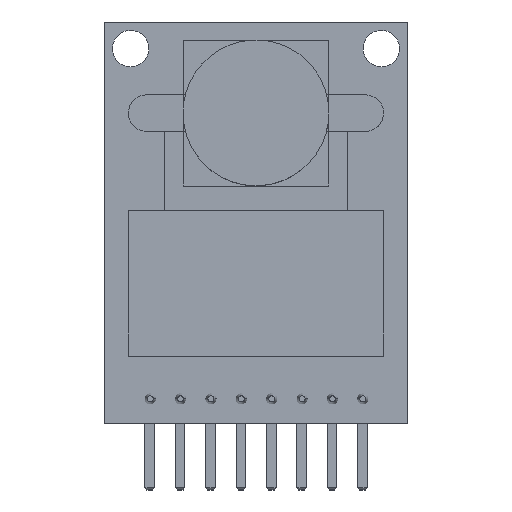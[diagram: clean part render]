
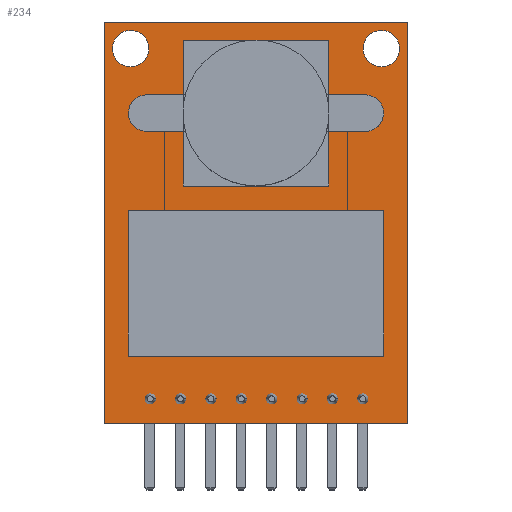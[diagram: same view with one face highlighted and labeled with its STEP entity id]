
A CAD part, top view. The second image highlights one B-rep face of the part: STEP entity #234.
In plain terms, the highlighted planar face has unit normal (0, 0, 1).
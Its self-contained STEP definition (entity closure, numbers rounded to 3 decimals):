
#45=FACE_BOUND('',#637,.T.);
#46=FACE_BOUND('',#638,.T.);
#67=(
BOUNDED_CURVE()
B_SPLINE_CURVE(2,(#3550,#3551,#3552,#3553,#3554),.UNSPECIFIED.,.F.,.F.)
B_SPLINE_CURVE_WITH_KNOTS((3,2,3),(-9.425,-7.069,
-4.712),.UNSPECIFIED.)
CURVE()
GEOMETRIC_REPRESENTATION_ITEM()
RATIONAL_B_SPLINE_CURVE((1.,0.707,1.,0.707,1.))
REPRESENTATION_ITEM('')
);
#69=(
BOUNDED_CURVE()
B_SPLINE_CURVE(2,(#3562,#3563,#3564,#3565,#3566),.UNSPECIFIED.,.F.,.F.)
B_SPLINE_CURVE_WITH_KNOTS((3,2,3),(-9.425,-7.069,
-4.712),.UNSPECIFIED.)
CURVE()
GEOMETRIC_REPRESENTATION_ITEM()
RATIONAL_B_SPLINE_CURVE((1.,0.707,1.,0.707,1.))
REPRESENTATION_ITEM('')
);
#71=(
BOUNDED_CURVE()
B_SPLINE_CURVE(2,(#3576,#3577,#3578,#3579,#3580),.UNSPECIFIED.,.F.,.F.)
B_SPLINE_CURVE_WITH_KNOTS((3,2,3),(-4.712,-2.356,
0.),.UNSPECIFIED.)
CURVE()
GEOMETRIC_REPRESENTATION_ITEM()
RATIONAL_B_SPLINE_CURVE((1.,0.707,1.,0.707,1.))
REPRESENTATION_ITEM('')
);
#73=(
BOUNDED_CURVE()
B_SPLINE_CURVE(2,(#3588,#3589,#3590,#3591,#3592),.UNSPECIFIED.,.F.,.F.)
B_SPLINE_CURVE_WITH_KNOTS((3,2,3),(-4.712,-2.356,
0.),.UNSPECIFIED.)
CURVE()
GEOMETRIC_REPRESENTATION_ITEM()
RATIONAL_B_SPLINE_CURVE((1.,0.707,1.,0.707,1.))
REPRESENTATION_ITEM('')
);
#234=ADVANCED_FACE('',(#434,#45,#46),#2682,.T.);
#434=FACE_OUTER_BOUND('',#636,.T.);
#636=EDGE_LOOP('',(#938,#939,#940,#941));
#637=EDGE_LOOP('',(#942,#943));
#638=EDGE_LOOP('',(#944,#945));
#938=ORIENTED_EDGE('',*,*,#1708,.T.);
#939=ORIENTED_EDGE('',*,*,#1709,.T.);
#940=ORIENTED_EDGE('',*,*,#1710,.T.);
#941=ORIENTED_EDGE('',*,*,#1711,.T.);
#942=ORIENTED_EDGE('',*,*,#1720,.T.);
#943=ORIENTED_EDGE('',*,*,#1727,.T.);
#944=ORIENTED_EDGE('',*,*,#1730,.F.);
#945=ORIENTED_EDGE('',*,*,#1723,.F.);
#1708=EDGE_CURVE('',#2432,#2433,#2108,.T.);
#1709=EDGE_CURVE('',#2433,#2434,#2109,.T.);
#1710=EDGE_CURVE('',#2434,#2435,#2110,.T.);
#1711=EDGE_CURVE('',#2435,#2432,#2111,.T.);
#1720=EDGE_CURVE('',#2440,#2444,#67,.T.);
#1723=EDGE_CURVE('',#2442,#2446,#69,.T.);
#1727=EDGE_CURVE('',#2444,#2440,#71,.T.);
#1730=EDGE_CURVE('',#2446,#2442,#73,.T.);
#2108=B_SPLINE_CURVE_WITH_KNOTS('',1,(#3526,#3527),.UNSPECIFIED.,.F.,.F.,
(2,2),(0.,33.),.UNSPECIFIED.);
#2109=B_SPLINE_CURVE_WITH_KNOTS('',1,(#3528,#3529),.UNSPECIFIED.,.F.,.F.,
(2,2),(0.,25.),.UNSPECIFIED.);
#2110=B_SPLINE_CURVE_WITH_KNOTS('',1,(#3530,#3531),.UNSPECIFIED.,.F.,.F.,
(2,2),(0.,33.),.UNSPECIFIED.);
#2111=B_SPLINE_CURVE_WITH_KNOTS('',1,(#3532,#3533),.UNSPECIFIED.,.F.,.F.,
(2,2),(0.,25.),.UNSPECIFIED.);
#2432=VERTEX_POINT('',#3510);
#2433=VERTEX_POINT('',#3511);
#2434=VERTEX_POINT('',#3512);
#2435=VERTEX_POINT('',#3513);
#2440=VERTEX_POINT('',#3518);
#2442=VERTEX_POINT('',#3520);
#2444=VERTEX_POINT('',#3522);
#2446=VERTEX_POINT('',#3524);
#2682=PLANE('',#2934);
#2934=AXIS2_PLACEMENT_3D('',#3500,#3105,$);
#3105=DIRECTION('',(0.,0.,1.));
#3500=CARTESIAN_POINT('',(-12.5,-16.5,0.));
#3510=CARTESIAN_POINT('',(12.5,-16.5,0.));
#3511=CARTESIAN_POINT('',(12.5,16.5,0.));
#3512=CARTESIAN_POINT('',(-12.5,16.5,0.));
#3513=CARTESIAN_POINT('',(-12.5,-16.5,0.));
#3518=CARTESIAN_POINT('',(11.815,14.311,0.));
#3520=CARTESIAN_POINT('',(-11.815,14.311,0.));
#3522=CARTESIAN_POINT('',(8.815,14.311,0.));
#3524=CARTESIAN_POINT('',(-8.815,14.311,0.));
#3526=CARTESIAN_POINT('',(12.5,-16.5,0.));
#3527=CARTESIAN_POINT('',(12.5,16.5,0.));
#3528=CARTESIAN_POINT('',(12.5,16.5,0.));
#3529=CARTESIAN_POINT('',(-12.5,16.5,0.));
#3530=CARTESIAN_POINT('',(-12.5,16.5,0.));
#3531=CARTESIAN_POINT('',(-12.5,-16.5,0.));
#3532=CARTESIAN_POINT('',(-12.5,-16.5,0.));
#3533=CARTESIAN_POINT('',(12.5,-16.5,0.));
#3550=CARTESIAN_POINT('',(11.815,14.311,0.));
#3551=CARTESIAN_POINT('',(11.815,12.811,0.));
#3552=CARTESIAN_POINT('',(10.315,12.811,0.));
#3553=CARTESIAN_POINT('',(8.815,12.811,0.));
#3554=CARTESIAN_POINT('',(8.815,14.311,0.));
#3562=CARTESIAN_POINT('',(-11.815,14.311,0.));
#3563=CARTESIAN_POINT('',(-11.815,12.811,0.));
#3564=CARTESIAN_POINT('',(-10.315,12.811,0.));
#3565=CARTESIAN_POINT('',(-8.815,12.811,0.));
#3566=CARTESIAN_POINT('',(-8.815,14.311,0.));
#3576=CARTESIAN_POINT('',(8.815,14.311,0.));
#3577=CARTESIAN_POINT('',(8.815,15.811,0.));
#3578=CARTESIAN_POINT('',(10.315,15.811,0.));
#3579=CARTESIAN_POINT('',(11.815,15.811,0.));
#3580=CARTESIAN_POINT('',(11.815,14.311,0.));
#3588=CARTESIAN_POINT('',(-8.815,14.311,0.));
#3589=CARTESIAN_POINT('',(-8.815,15.811,0.));
#3590=CARTESIAN_POINT('',(-10.315,15.811,0.));
#3591=CARTESIAN_POINT('',(-11.815,15.811,0.));
#3592=CARTESIAN_POINT('',(-11.815,14.311,0.));
